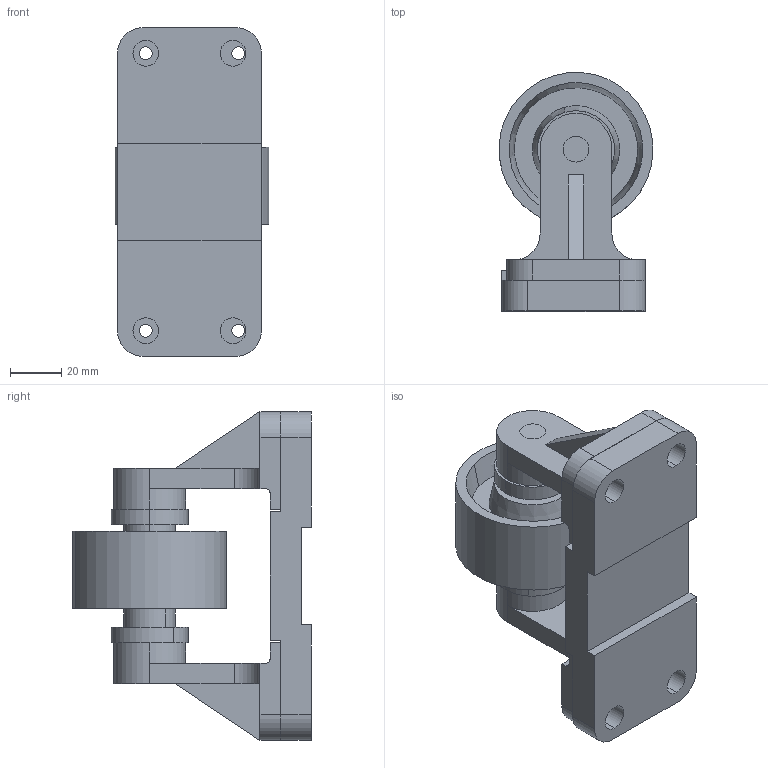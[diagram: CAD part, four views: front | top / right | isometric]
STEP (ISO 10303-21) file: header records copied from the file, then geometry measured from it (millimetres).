
FILE_DESCRIPTION (( 'STEP AP203' ), '1' );
FILE_NAME ('Montaj1.STEP', '2023-05-02T11:10:01', ( '' ), ( '' ), 'SwSTEP 2.0', 'SolidWorks 2019', '' );
FILE_SCHEMA (( 'CONFIG_CONTROL_DESIGN' ));
Length unit declared in the file: millimetre
Products named in the file (6): Montaj1; yatak; mil; kasnak; burç; tabla
Assembly tree (7 placements, depth 2):
  Montaj1
    tabla
    kasnak
    mil
    yatak  x2
    burç  x2
Bounding box: 59.88 x 92.94 x 128 mm (x, y, z)
Volume: 221765.4 mm3; surface area: 69504.9 mm2
Topology: 7 solids, 7 shells, 130 faces, 316 edges, 208 vertices
Faces by surface type: plane 62, cylinder 60, cone 8
Entity records: 3443 total; most frequent: DIRECTION 523, CARTESIAN_POINT 469, ORIENTED_EDGE 442, EDGE_CURVE 221, AXIS2_PLACEMENT_3D 200, VERTEX_POINT 146, LINE 123, VECTOR 123
